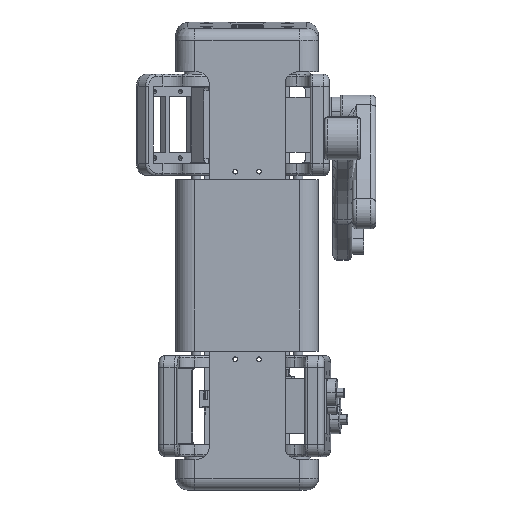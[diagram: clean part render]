
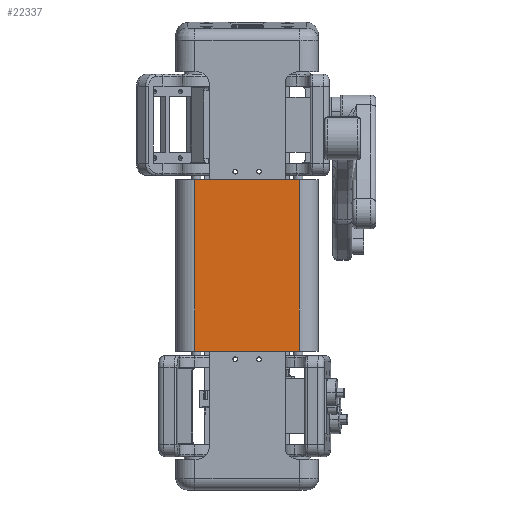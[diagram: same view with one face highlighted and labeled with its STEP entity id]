
A CAD part, front view. The second image highlights one B-rep face of the part: STEP entity #22337.
In plain terms, the highlighted planar face has unit normal (0, -1, 0).
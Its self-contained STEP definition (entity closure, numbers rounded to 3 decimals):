
#1111 = LINE ( 'NONE', #8946, #32681 ) ;
#1709 = VECTOR ( 'NONE', #47724, 1000. ) ;
#2558 = EDGE_CURVE ( 'NONE', #11297, #26165, #1111, .T. ) ;
#4962 = FACE_OUTER_BOUND ( 'NONE', #18560, .T. ) ;
#7478 = ORIENTED_EDGE ( 'NONE', *, *, #2558, .F. ) ;
#8768 = CARTESIAN_POINT ( 'NONE',  ( -22., 0., 0. ) ) ;
#8946 = CARTESIAN_POINT ( 'NONE',  ( 22., 0., -36. ) ) ;
#10734 = LINE ( 'NONE', #8768, #39475 ) ;
#11175 = DIRECTION ( 'NONE',  ( 1., 0., 0. ) ) ;
#11297 = VERTEX_POINT ( 'NONE', #26872 ) ;
#12869 = CARTESIAN_POINT ( 'NONE',  ( -22., 0., -36. ) ) ;
#15526 = CARTESIAN_POINT ( 'NONE',  ( 0., 0., 0. ) ) ;
#17593 = DIRECTION ( 'NONE',  ( 0., 1., 0. ) ) ;
#18560 = EDGE_LOOP ( 'NONE', ( #42678, #7478, #27248, #29701 ) ) ;
#19879 = CARTESIAN_POINT ( 'NONE',  ( 22., 0., 36. ) ) ;
#22337 = ADVANCED_FACE ( 'NONE', ( #4962 ), #26435, .F. ) ;
#25633 = EDGE_CURVE ( 'NONE', #46146, #26165, #10734, .T. ) ;
#26165 = VERTEX_POINT ( 'NONE', #12869 ) ;
#26360 = CARTESIAN_POINT ( 'NONE',  ( -22., 0., 36. ) ) ;
#26435 = PLANE ( 'NONE',  #26709 ) ;
#26709 = AXIS2_PLACEMENT_3D ( 'NONE', #15526, #17593, #46469 ) ;
#26872 = CARTESIAN_POINT ( 'NONE',  ( 22., 0., -36. ) ) ;
#27248 = ORIENTED_EDGE ( 'NONE', *, *, #40694, .T. ) ;
#27473 = LINE ( 'NONE', #32175, #1709 ) ;
#28146 = DIRECTION ( 'NONE',  ( -1., 0., 0. ) ) ;
#28500 = VERTEX_POINT ( 'NONE', #19879 ) ;
#28508 = CARTESIAN_POINT ( 'NONE',  ( -22., 0., 36. ) ) ;
#29701 = ORIENTED_EDGE ( 'NONE', *, *, #30831, .F. ) ;
#30831 = EDGE_CURVE ( 'NONE', #46146, #28500, #33870, .T. ) ;
#32175 = CARTESIAN_POINT ( 'NONE',  ( 22., 0., 0. ) ) ;
#32681 = VECTOR ( 'NONE', #28146, 1000. ) ;
#33870 = LINE ( 'NONE', #26360, #36770 ) ;
#36770 = VECTOR ( 'NONE', #11175, 1000. ) ;
#38013 = DIRECTION ( 'NONE',  ( 0., 0., -1. ) ) ;
#39475 = VECTOR ( 'NONE', #38013, 1000. ) ;
#40694 = EDGE_CURVE ( 'NONE', #11297, #28500, #27473, .T. ) ;
#42678 = ORIENTED_EDGE ( 'NONE', *, *, #25633, .T. ) ;
#46146 = VERTEX_POINT ( 'NONE', #28508 ) ;
#46469 = DIRECTION ( 'NONE',  ( 0., 0., 1. ) ) ;
#47724 = DIRECTION ( 'NONE',  ( 0., 0., 1. ) ) ;
